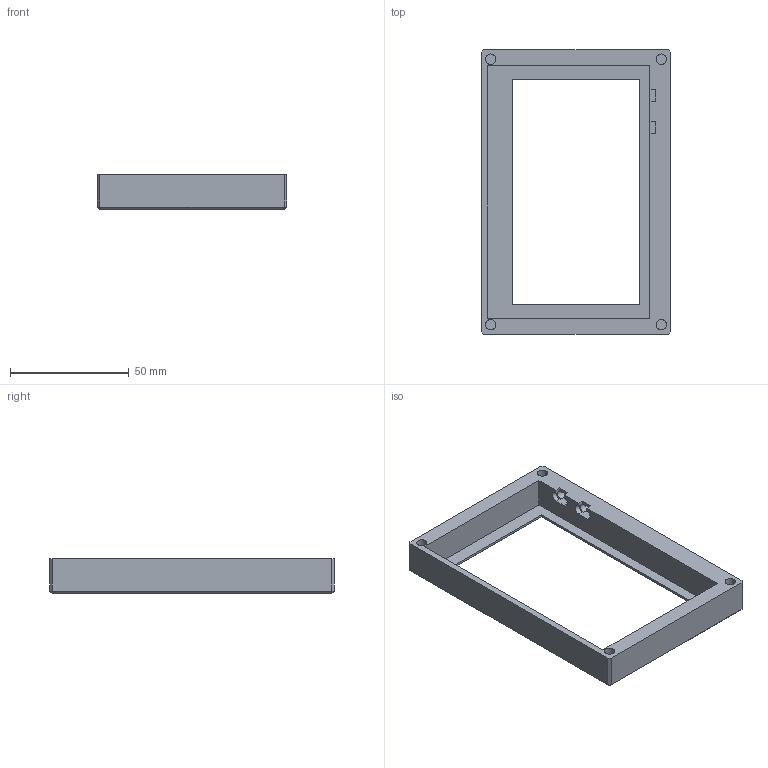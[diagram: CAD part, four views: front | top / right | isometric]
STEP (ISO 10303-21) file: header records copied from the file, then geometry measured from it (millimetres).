
FILE_DESCRIPTION(('FreeCAD Model'),'2;1');
FILE_NAME('Open CASCADE Shape Model','2025-06-05T22:40:50',('FreeCAD'),( 'FreeCAD'),'Open CASCADE STEP processor 7.7','FreeCAD','Unknown');
FILE_SCHEMA(('AUTOMOTIVE_DESIGN { 1 0 10303 214 1 1 1 1 }'));
Length unit declared in the file: millimetre
Products named in the file (1): Open CASCADE STEP translator 7.7 37
Bounding box: 80 x 120 x 14.75 mm (x, y, z)
Volume: 37327.4 mm3; surface area: 19969 mm2
Topology: 1 solids, 1 shells, 57 faces, 140 edges, 88 vertices
Faces by surface type: plane 45, cylinder 12
Full cylindrical faces by diameter (mm): 4.4 x4
Entity records: 1672 total; most frequent: CARTESIAN_POINT 286, DIRECTION 280, ORIENTED_EDGE 280, EDGE_CURVE 140, LINE 116, VECTOR 116, VERTEX_POINT 88, AXIS2_PLACEMENT_3D 82
